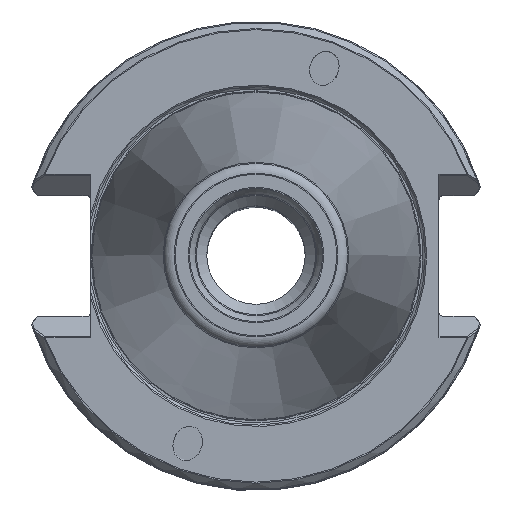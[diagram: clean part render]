
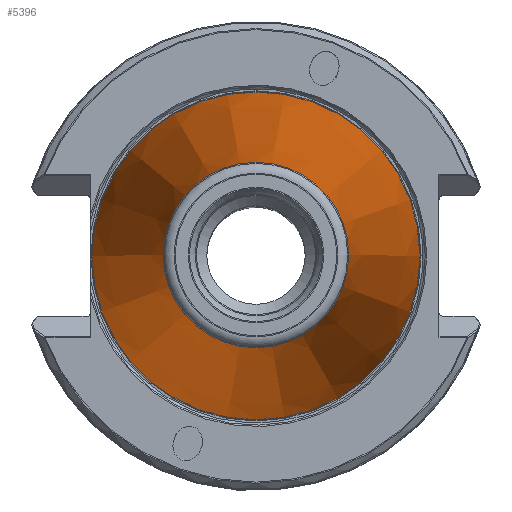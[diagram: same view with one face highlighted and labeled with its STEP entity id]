
A CAD part, top view. The second image highlights one B-rep face of the part: STEP entity #5396.
In plain terms, the highlighted conical face has half-angle 8.297 degrees and reference radius 12.415 mm.
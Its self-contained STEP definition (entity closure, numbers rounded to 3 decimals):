
#620=CONICAL_SURFACE('',#5802,12.415,0.145);
#1271=ORIENTED_EDGE('',*,*,#1996,.T.);
#1272=ORIENTED_EDGE('',*,*,#1997,.T.);
#1996=EDGE_CURVE('',#2398,#2398,#2614,.F.);
#1997=EDGE_CURVE('',#2399,#2399,#2615,.T.);
#2398=VERTEX_POINT('',#8266);
#2399=VERTEX_POINT('',#8268);
#2614=CIRCLE('',#5803,12.602);
#2615=CIRCLE('',#5804,22.302);
#2895=EDGE_LOOP('',(#1271));
#2896=EDGE_LOOP('',(#1272));
#3280=FACE_BOUND('',#2895,.T.);
#3281=FACE_BOUND('',#2896,.T.);
#5396=ADVANCED_FACE('',(#3280,#3281),#620,.T.);
#5802=AXIS2_PLACEMENT_3D('',#8264,#6697,#6698);
#5803=AXIS2_PLACEMENT_3D('',#8265,#6699,#6700);
#5804=AXIS2_PLACEMENT_3D('',#8267,#6701,#6702);
#6697=DIRECTION('',(0.,0.,-1.));
#6698=DIRECTION('',(-1.,0.,0.));
#6699=DIRECTION('',(0.,0.,1.));
#6700=DIRECTION('',(1.,0.,0.));
#6701=DIRECTION('',(0.,0.,1.));
#6702=DIRECTION('',(1.,0.,0.));
#8264=CARTESIAN_POINT('',(0.,0.,68.45));
#8265=CARTESIAN_POINT('',(0.,0.,67.166));
#8266=CARTESIAN_POINT('',(12.602,0.,67.166));
#8267=CARTESIAN_POINT('',(0.,0.,0.65));
#8268=CARTESIAN_POINT('',(22.302,0.,0.65));
